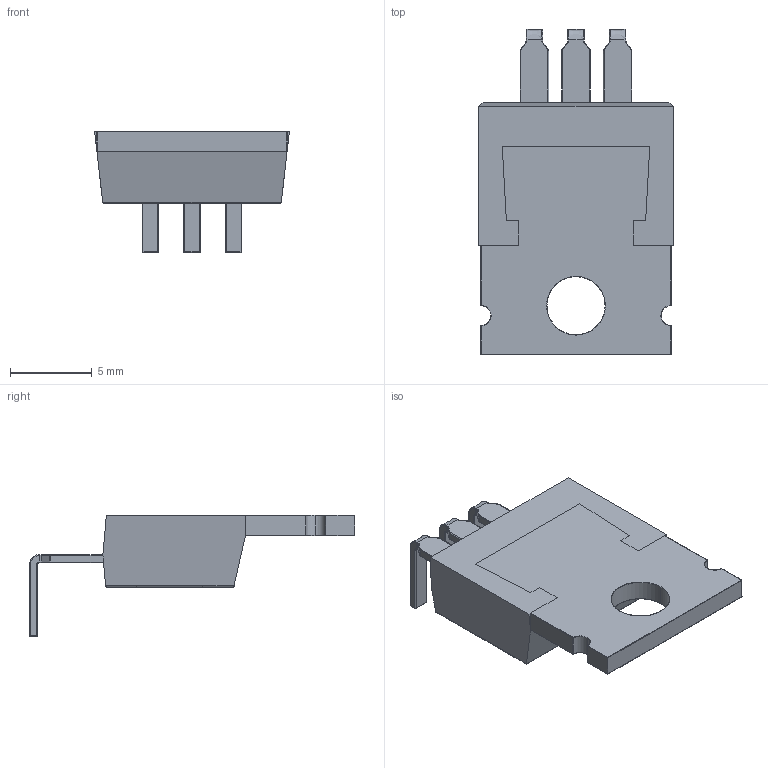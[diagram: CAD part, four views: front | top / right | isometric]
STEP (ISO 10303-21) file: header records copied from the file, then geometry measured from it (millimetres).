
FILE_DESCRIPTION(/* description */ (''),/* implementation_level */ '2;1');
FILE_NAME(/* name */ 'TOB765~1',/* time_stamp */ '2015-04-16T17:28:45+02:00',/* author */ (''),/* organization */ (''),/* preprocessor_version */ 'ST-DEVELOPER v14',/* originating_system */ '',/* authorisation */ '');
FILE_SCHEMA (('AUTOMOTIVE_DESIGN'));
Length unit declared in the file: millimetre
Products named in the file (1): Document
Bounding box: 11.88 x 19.84 x 7.41 mm (x, y, z)
Volume: 518.4 mm3; surface area: 790.3 mm2
Topology: 5 solids, 5 shells, 278 faces, 600 edges, 332 vertices
Faces by surface type: bspline 199, plane 79
Entity records: 8490 total; most frequent: CARTESIAN_POINT 4970, ORIENTED_EDGE 1200, EDGE_CURVE 600, VERTEX_POINT 332, EDGE_LOOP 280, ADVANCED_FACE 278, FACE_OUTER_BOUND 278, B_SPLINE_CURVE_WITH_KNOTS 244
